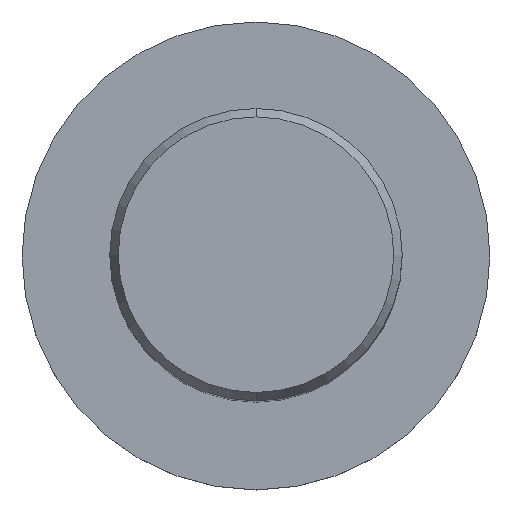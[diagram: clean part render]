
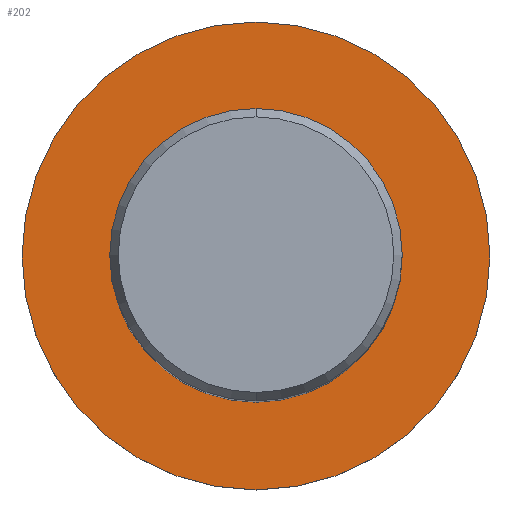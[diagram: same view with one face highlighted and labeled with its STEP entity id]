
A CAD part, top view. The second image highlights one B-rep face of the part: STEP entity #202.
In plain terms, the highlighted planar face has unit normal (0, 0, 1).
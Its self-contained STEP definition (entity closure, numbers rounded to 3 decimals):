
#202=ADVANCED_FACE('',(#537,#538),#539,.T.);
#228=VERTEX_POINT('',#565);
#234=EDGE_CURVE('',#266,#482,#571,.T.);
#248=EDGE_CURVE('',#384,#228,#586,.T.);
#266=VERTEX_POINT('',#607);
#294=EDGE_CURVE('',#228,#384,#639,.T.);
#384=VERTEX_POINT('',#736);
#430=EDGE_CURVE('',#482,#266,#787,.T.);
#482=VERTEX_POINT('',#844);
#537=FACE_BOUND('',#908,.T.);
#538=FACE_OUTER_BOUND('',#909,.T.);
#539=PLANE('',#910);
#565=CARTESIAN_POINT('',(0.,-10.0,-50.0));
#571=CIRCLE('',#950,16.0);
#586=CIRCLE('',#991,10.0);
#607=CARTESIAN_POINT('',(0.,-16.0,-50.0));
#639=CIRCLE('',#1082,10.0);
#736=CARTESIAN_POINT('',(0.0,10.0,-50.0));
#787=CIRCLE('',#1420,16.0);
#844=CARTESIAN_POINT('',(0.0,16.0,-50.0));
#908=EDGE_LOOP('',(#1593,#1594));
#909=EDGE_LOOP('',(#1595,#1596));
#910=AXIS2_PLACEMENT_3D('',#1597,#1598,#1599);
#950=AXIS2_PLACEMENT_3D('',#1615,#1616,#1617);
#991=AXIS2_PLACEMENT_3D('',#1629,#1630,#1631);
#1082=AXIS2_PLACEMENT_3D('',#1709,#1710,#1711);
#1420=AXIS2_PLACEMENT_3D('',#1886,#1887,#1888);
#1593=ORIENTED_EDGE('',*,*,#248,.T.);
#1594=ORIENTED_EDGE('',*,*,#294,.T.);
#1595=ORIENTED_EDGE('',*,*,#430,.F.);
#1596=ORIENTED_EDGE('',*,*,#234,.F.);
#1597=CARTESIAN_POINT('',(0.0,8.0,-50.0));
#1598=DIRECTION('',(-0.0,0.0,1.0));
#1599=DIRECTION('',(0.0,-1.0,0.0));
#1615=CARTESIAN_POINT('',(0.0,0.0,-50.0));
#1616=DIRECTION('',(0.0,0.0,-1.0));
#1617=DIRECTION('',(0.0,1.0,0.0));
#1629=CARTESIAN_POINT('',(0.0,0.0,-50.0));
#1630=DIRECTION('',(-0.0,0.0,-1.0));
#1631=DIRECTION('',(0.0,1.0,0.0));
#1709=CARTESIAN_POINT('',(0.0,0.0,-50.0));
#1710=DIRECTION('',(-0.0,0.0,-1.0));
#1711=DIRECTION('',(0.0,1.0,0.0));
#1886=CARTESIAN_POINT('',(0.0,0.0,-50.0));
#1887=DIRECTION('',(0.0,0.0,-1.0));
#1888=DIRECTION('',(0.0,1.0,0.0));
